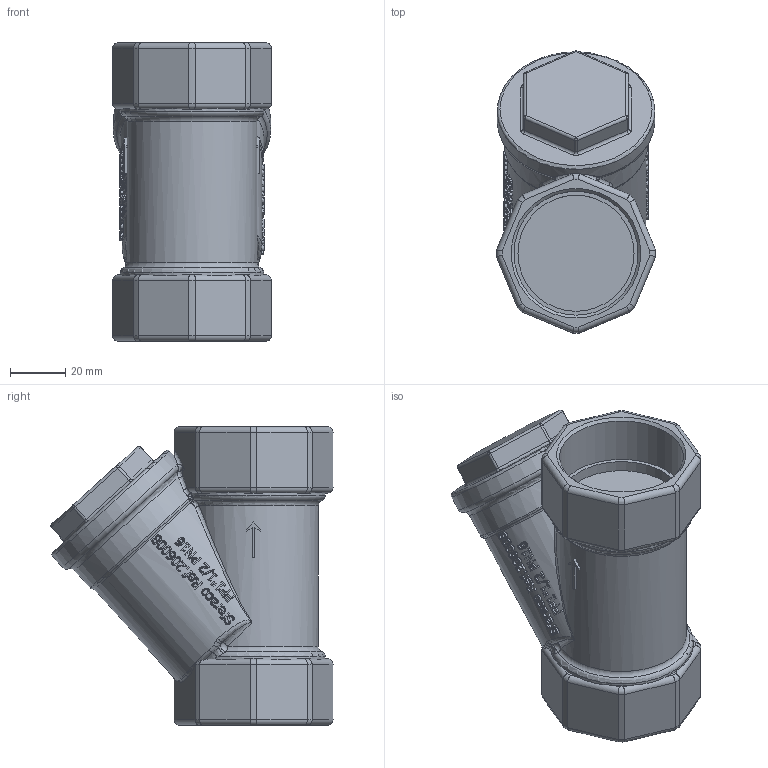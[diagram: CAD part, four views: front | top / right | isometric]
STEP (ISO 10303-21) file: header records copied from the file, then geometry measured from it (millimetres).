
FILE_DESCRIPTION(/* description */ ('206008'),/* implementation_level */ '2;1');
FILE_NAME(/* name */ '206008.stp',/* time_stamp */ '2016-04-11T14:55:41+02:00',/* author */ ('jmorand'),/* organization */ ('Sferaco'),/* preprocessor_version */ 'ST-DEVELOPER v16.1',/* originating_system */ 'Autodesk Inventor 2016',/* authorisation */ '');
FILE_SCHEMA (('AUTOMOTIVE_DESIGN { 1 0 10303 214 3 1 1 }'));
Products named in the file (1): 206008_bd
Bounding box: 57.49 x 102.03 x 108 mm (x, y, z)
Volume: 264252.5 mm3; surface area: 37723.8 mm2
Topology: 1 solids, 1 shells, 1134 faces, 2997 edges, 1948 vertices
Faces by surface type: bspline 537, plane 376, cylinder 164, torus 45, sphere 10, cone 2
Full cylindrical faces by diameter (mm): 42 x2, 44.845 x2, 57 x1
Entity records: 50570 total; most frequent: CARTESIAN_POINT 24816, ORIENTED_EDGE 5958, DIRECTION 3556, EDGE_CURVE 2979, VERTEX_POINT 1946, LINE 1296, VECTOR 1296, EDGE_LOOP 1233
